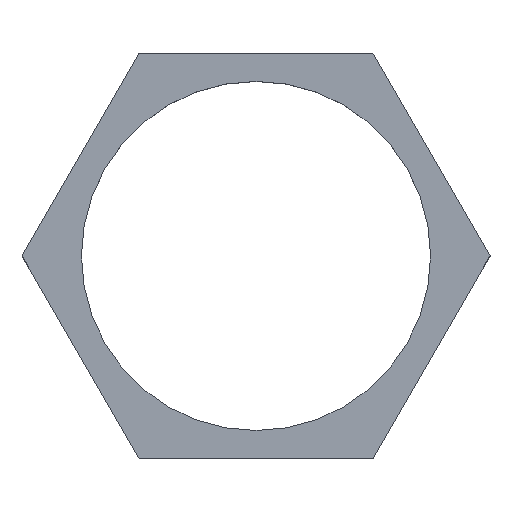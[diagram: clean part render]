
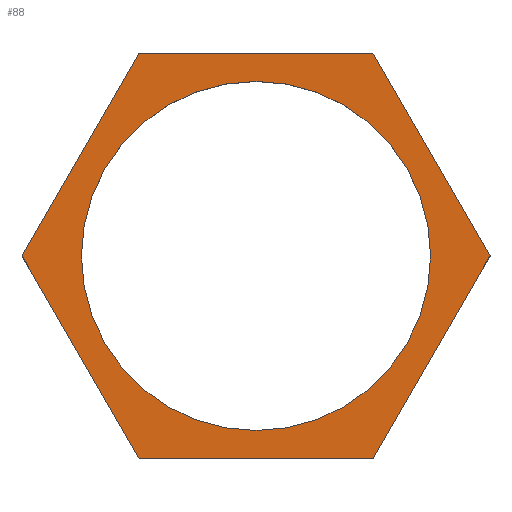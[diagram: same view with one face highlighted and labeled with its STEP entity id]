
A CAD part, top view. The second image highlights one B-rep face of the part: STEP entity #88.
In plain terms, the highlighted planar face has unit normal (0, 0, 1).
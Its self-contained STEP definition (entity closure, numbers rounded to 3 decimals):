
#6 = LINE ( 'NONE', #124, #106 ) ;
#7 = CARTESIAN_POINT ( 'NONE',  ( -8.044, 0., 1.5 ) ) ;
#12 = EDGE_CURVE ( 'NONE', #321, #353, #95, .T. ) ;
#23 = CARTESIAN_POINT ( 'NONE',  ( 0., 0., 1.5 ) ) ;
#25 = VECTOR ( 'NONE', #358, 1000. ) ;
#29 = EDGE_CURVE ( 'NONE', #327, #297, #6, .T. ) ;
#32 = ORIENTED_EDGE ( 'NONE', *, *, #46, .T. ) ;
#46 = EDGE_CURVE ( 'NONE', #294, #321, #336, .T. ) ;
#56 = ORIENTED_EDGE ( 'NONE', *, *, #356, .T. ) ;
#62 = ORIENTED_EDGE ( 'NONE', *, *, #29, .T. ) ;
#68 = AXIS2_PLACEMENT_3D ( 'NONE', #105, #164, #281 ) ;
#75 = FACE_BOUND ( 'NONE', #205, .T. ) ;
#76 = CARTESIAN_POINT ( 'NONE',  ( -4.022, -6.966, 1.5 ) ) ;
#83 = VERTEX_POINT ( 'NONE', #154 ) ;
#88 = ADVANCED_FACE ( 'NONE', ( #135, #75 ), #133, .T. ) ;
#90 = VERTEX_POINT ( 'NONE', #160 ) ;
#95 = LINE ( 'NONE', #298, #256 ) ;
#102 = LINE ( 'NONE', #214, #263 ) ;
#105 = CARTESIAN_POINT ( 'NONE',  ( 0., 0., 1.5 ) ) ;
#106 = VECTOR ( 'NONE', #236, 1000. ) ;
#121 = EDGE_CURVE ( 'NONE', #297, #232, #270, .T. ) ;
#124 = CARTESIAN_POINT ( 'NONE',  ( 8.044, 0., 1.5 ) ) ;
#133 = PLANE ( 'NONE',  #158 ) ;
#135 = FACE_OUTER_BOUND ( 'NONE', #351, .T. ) ;
#152 = DIRECTION ( 'NONE',  ( 1., 0., 0. ) ) ;
#154 = CARTESIAN_POINT ( 'NONE',  ( 6., 0., 1.5 ) ) ;
#158 = AXIS2_PLACEMENT_3D ( 'NONE', #246, #364, #190 ) ;
#160 = CARTESIAN_POINT ( 'NONE',  ( -6., 0., 1.5 ) ) ;
#164 = DIRECTION ( 'NONE',  ( 0., 0., 1. ) ) ;
#171 = ORIENTED_EDGE ( 'NONE', *, *, #204, .T. ) ;
#181 = DIRECTION ( 'NONE',  ( 0.5, -0.866, 0. ) ) ;
#190 = DIRECTION ( 'NONE',  ( 1., 0., 0. ) ) ;
#191 = CARTESIAN_POINT ( 'NONE',  ( -4.022, 6.966, 1.5 ) ) ;
#201 = VECTOR ( 'NONE', #335, 1000. ) ;
#204 = EDGE_CURVE ( 'NONE', #353, #327, #244, .T. ) ;
#205 = EDGE_LOOP ( 'NONE', ( #254, #328 ) ) ;
#207 = CIRCLE ( 'NONE', #68, 6. ) ;
#214 = CARTESIAN_POINT ( 'NONE',  ( -4.022, 6.966, 1.5 ) ) ;
#218 = CARTESIAN_POINT ( 'NONE',  ( 4.022, -6.966, 1.5 ) ) ;
#219 = AXIS2_PLACEMENT_3D ( 'NONE', #23, #311, #226 ) ;
#226 = DIRECTION ( 'NONE',  ( 1., 0., 0. ) ) ;
#232 = VERTEX_POINT ( 'NONE', #191 ) ;
#236 = DIRECTION ( 'NONE',  ( -0.5, 0.866, 0. ) ) ;
#241 = CARTESIAN_POINT ( 'NONE',  ( -8.044, 0., 1.5 ) ) ;
#244 = LINE ( 'NONE', #362, #201 ) ;
#246 = CARTESIAN_POINT ( 'NONE',  ( 0., 0., 1.5 ) ) ;
#254 = ORIENTED_EDGE ( 'NONE', *, *, #255, .F. ) ;
#255 = EDGE_CURVE ( 'NONE', #90, #83, #269, .T. ) ;
#256 = VECTOR ( 'NONE', #152, 1000. ) ;
#263 = VECTOR ( 'NONE', #334, 1000. ) ;
#268 = ORIENTED_EDGE ( 'NONE', *, *, #12, .T. ) ;
#269 = CIRCLE ( 'NONE', #219, 6. ) ;
#270 = LINE ( 'NONE', #331, #25 ) ;
#281 = DIRECTION ( 'NONE',  ( 1., 0., 0. ) ) ;
#294 = VERTEX_POINT ( 'NONE', #241 ) ;
#297 = VERTEX_POINT ( 'NONE', #357 ) ;
#298 = CARTESIAN_POINT ( 'NONE',  ( -4.022, -6.966, 1.5 ) ) ;
#311 = DIRECTION ( 'NONE',  ( 0., 0., 1. ) ) ;
#321 = VERTEX_POINT ( 'NONE', #76 ) ;
#327 = VERTEX_POINT ( 'NONE', #361 ) ;
#328 = ORIENTED_EDGE ( 'NONE', *, *, #342, .F. ) ;
#331 = CARTESIAN_POINT ( 'NONE',  ( 4.022, 6.966, 1.5 ) ) ;
#334 = DIRECTION ( 'NONE',  ( -0.5, -0.866, 0. ) ) ;
#335 = DIRECTION ( 'NONE',  ( 0.5, 0.866, 0. ) ) ;
#336 = LINE ( 'NONE', #7, #338 ) ;
#338 = VECTOR ( 'NONE', #181, 1000. ) ;
#342 = EDGE_CURVE ( 'NONE', #83, #90, #207, .T. ) ;
#347 = ORIENTED_EDGE ( 'NONE', *, *, #121, .T. ) ;
#351 = EDGE_LOOP ( 'NONE', ( #171, #62, #347, #56, #32, #268 ) ) ;
#353 = VERTEX_POINT ( 'NONE', #218 ) ;
#356 = EDGE_CURVE ( 'NONE', #232, #294, #102, .T. ) ;
#357 = CARTESIAN_POINT ( 'NONE',  ( 4.022, 6.966, 1.5 ) ) ;
#358 = DIRECTION ( 'NONE',  ( -1., 0., 0. ) ) ;
#361 = CARTESIAN_POINT ( 'NONE',  ( 8.044, 0., 1.5 ) ) ;
#362 = CARTESIAN_POINT ( 'NONE',  ( 4.022, -6.966, 1.5 ) ) ;
#364 = DIRECTION ( 'NONE',  ( 0., 0., 1. ) ) ;
